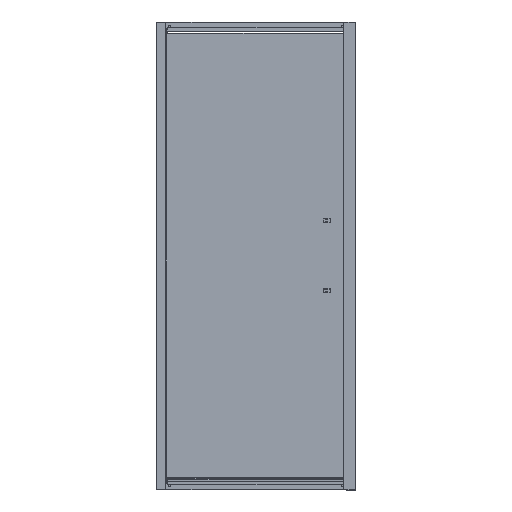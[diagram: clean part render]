
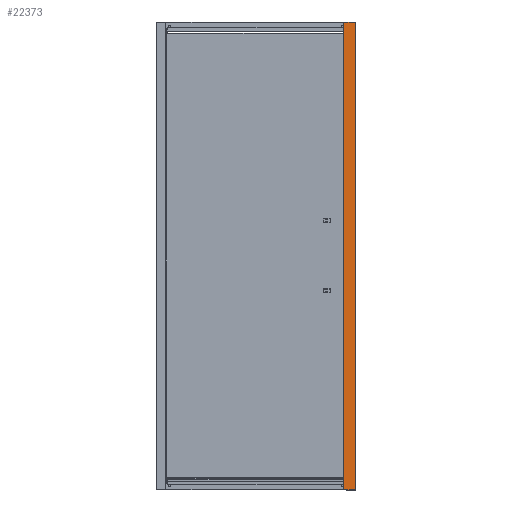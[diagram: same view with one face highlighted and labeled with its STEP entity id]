
A CAD part, top view. The second image highlights one B-rep face of the part: STEP entity #22373.
In plain terms, the highlighted planar face has unit normal (0, 0, 1).
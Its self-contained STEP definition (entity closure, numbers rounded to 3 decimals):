
#1065 = EDGE_CURVE ( 'NONE', #25273, #1571, #5317, .T. ) ;
#1125 = LINE ( 'NONE', #4806, #4643 ) ;
#1571 = VERTEX_POINT ( 'NONE', #12743 ) ;
#2420 = DIRECTION ( 'NONE',  ( 0., -1., 0. ) ) ;
#2596 = DIRECTION ( 'NONE',  ( -1., 0., 0. ) ) ;
#3053 = DIRECTION ( 'NONE',  ( 0., -1., 0. ) ) ;
#3360 = EDGE_LOOP ( 'NONE', ( #8195, #5003, #5308, #21934 ) ) ;
#4643 = VECTOR ( 'NONE', #15404, 1000. ) ;
#4806 = CARTESIAN_POINT ( 'NONE',  ( 859.179, -1767.162, 89. ) ) ;
#5003 = ORIENTED_EDGE ( 'NONE', *, *, #1065, .T. ) ;
#5308 = ORIENTED_EDGE ( 'NONE', *, *, #20239, .T. ) ;
#5317 = LINE ( 'NONE', #19034, #5616 ) ;
#5616 = VECTOR ( 'NONE', #2420, 1000. ) ;
#6530 = CARTESIAN_POINT ( 'NONE',  ( 859.179, 232.838, 89. ) ) ;
#6912 = PLANE ( 'NONE',  #23000 ) ;
#7233 = CARTESIAN_POINT ( 'NONE',  ( 808.679, 232.838, 89. ) ) ;
#7866 = DIRECTION ( 'NONE',  ( 1., 0., 0. ) ) ;
#8195 = ORIENTED_EDGE ( 'NONE', *, *, #18879, .T. ) ;
#9769 = VERTEX_POINT ( 'NONE', #6530 ) ;
#11510 = VECTOR ( 'NONE', #7866, 1000. ) ;
#12743 = CARTESIAN_POINT ( 'NONE',  ( 808.679, -1767.162, 89. ) ) ;
#13246 = DIRECTION ( 'NONE',  ( 0., 0., 1. ) ) ;
#13337 = CARTESIAN_POINT ( 'NONE',  ( 808.179, -1767.162, 89. ) ) ;
#14107 = EDGE_CURVE ( 'NONE', #20882, #9769, #1125, .T. ) ;
#14111 = LINE ( 'NONE', #14120, #11510 ) ;
#14120 = CARTESIAN_POINT ( 'NONE',  ( 808.179, -1767.162, 89. ) ) ;
#15404 = DIRECTION ( 'NONE',  ( 0., 1., 0. ) ) ;
#16987 = CARTESIAN_POINT ( 'NONE',  ( 859.179, -1767.162, 89. ) ) ;
#18467 = VECTOR ( 'NONE', #2596, 1000. ) ;
#18879 = EDGE_CURVE ( 'NONE', #9769, #25273, #23968, .T. ) ;
#19034 = CARTESIAN_POINT ( 'NONE',  ( 808.679, -1767.162, 89. ) ) ;
#20239 = EDGE_CURVE ( 'NONE', #1571, #20882, #14111, .T. ) ;
#20490 = CARTESIAN_POINT ( 'NONE',  ( 808.179, 232.838, 89. ) ) ;
#20882 = VERTEX_POINT ( 'NONE', #16987 ) ;
#21697 = FACE_OUTER_BOUND ( 'NONE', #3360, .T. ) ;
#21934 = ORIENTED_EDGE ( 'NONE', *, *, #14107, .T. ) ;
#22373 = ADVANCED_FACE ( 'NONE', ( #21697 ), #6912, .T. ) ;
#23000 = AXIS2_PLACEMENT_3D ( 'NONE', #13337, #13246, #3053 ) ;
#23968 = LINE ( 'NONE', #20490, #18467 ) ;
#25273 = VERTEX_POINT ( 'NONE', #7233 ) ;
